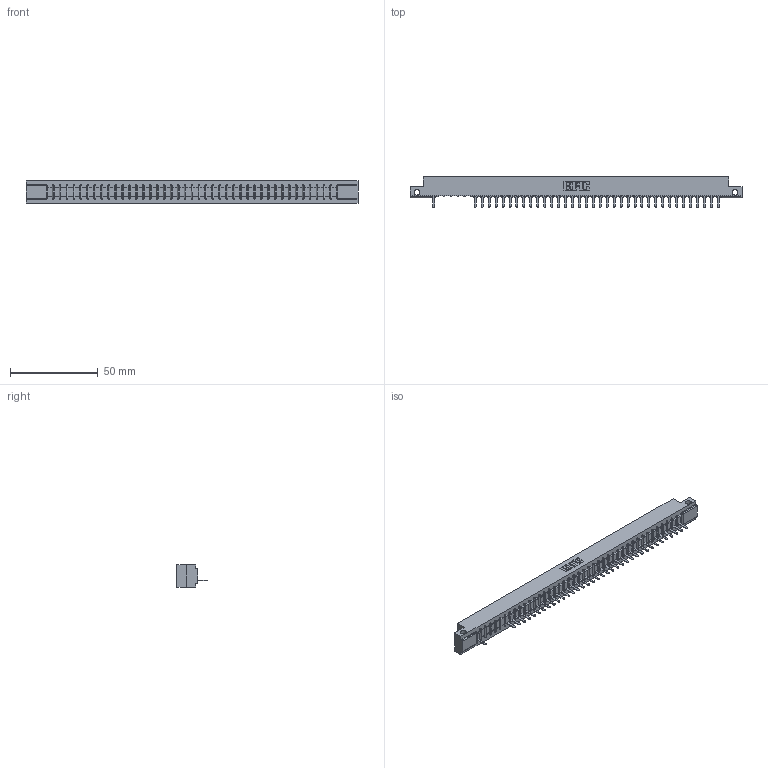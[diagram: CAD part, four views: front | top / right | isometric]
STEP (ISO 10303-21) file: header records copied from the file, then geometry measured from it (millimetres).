
FILE_DESCRIPTION (( 'STEP AP203' ), '1' );
FILE_NAME ('357-042-521-112.STEP', '2018-08-11T08:16:41', ( '' ), ( '' ), 'SwSTEP 2.0', 'SolidWorks 2016', '' );
FILE_SCHEMA (( 'CONFIG_CONTROL_DESIGN' ));
Length unit declared in the file: inch
Products named in the file (3): 307 Part_.128 Dia Side Mounting Holes; 307-290-002_521; 357-042-521-112
Assembly tree (38 placements, depth 2):
  357-042-521-112
    307 Part_.128 Dia Side Mounting Holes
    307-290-002_521  x37
Bounding box: 189.43 x 17.42 x 12.7 mm (x, y, z)
Volume: 19987.1 mm3; surface area: 24199.4 mm2
Topology: 38 solids, 38 shells, 2999 faces, 9227 edges, 6034 vertices
Faces by surface type: plane 1795, cylinder 1118, sphere 86
Entity records: 36566 total; most frequent: CARTESIAN_POINT 6191, ORIENTED_EDGE 6186, DIRECTION 6009, EDGE_CURVE 3093, VECTOR 2369, LINE 2369, VERTEX_POINT 2002, AXIS2_PLACEMENT_3D 1820
